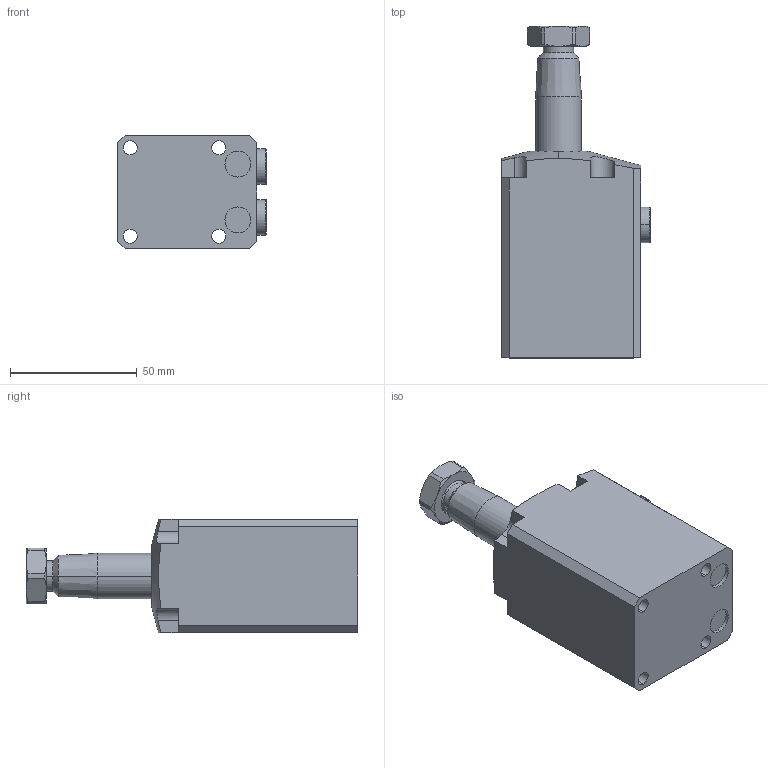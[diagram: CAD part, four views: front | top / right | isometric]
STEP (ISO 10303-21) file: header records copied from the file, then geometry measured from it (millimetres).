
FILE_DESCRIPTION (( 'STEP AP203' ), '1' );
FILE_NAME ('HBTU02.STEP', '2019-10-14T06:38:05', ( '微软用户' ), ( '微软中国' ), 'SwSTEP 2.0', 'SolidWorks 2012', '' );
FILE_SCHEMA (( 'CONFIG_CONTROL_DESIGN' ));
Length unit declared in the file: millimetre
Products named in the file (5): HBTU02掛极_______; HBTU02活塞杆_______; G1-8_______; HBTU02蹟譫_______; HBTU02
Assembly tree (5 placements, depth 2):
  HBTU02
    HBTU02掛极_______
    HBTU02活塞杆_______
    G1-8_______  x2
    HBTU02蹟譫_______
Bounding box: 58.8 x 131 x 45 mm (x, y, z)
Volume: 193694.3 mm3; surface area: 33099.8 mm2
Topology: 5 solids, 5 shells, 168 faces, 387 edges, 242 vertices
Faces by surface type: plane 68, cylinder 59, cone 36, torus 4, sphere 1
Entity records: 4987 total; most frequent: CARTESIAN_POINT 1077, DIRECTION 724, ORIENTED_EDGE 680, EDGE_CURVE 340, AXIS2_PLACEMENT_3D 283, VERTEX_POINT 214, EDGE_LOOP 168, VECTOR 158
